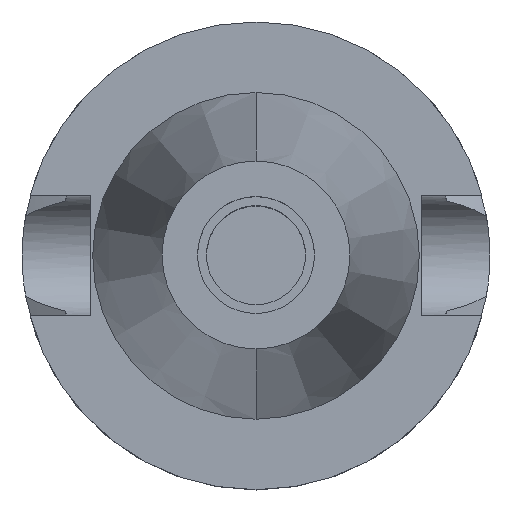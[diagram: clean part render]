
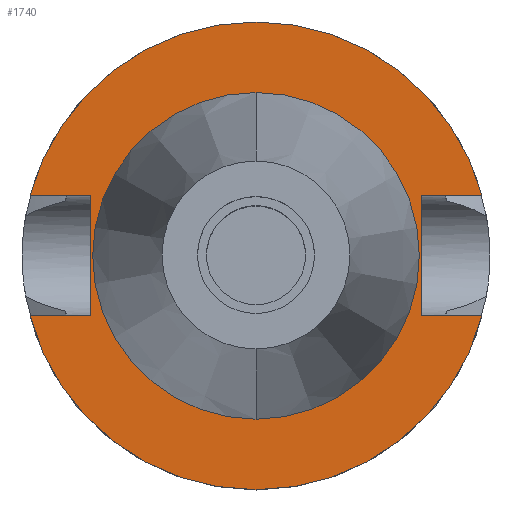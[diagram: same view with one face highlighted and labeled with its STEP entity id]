
A CAD part, top view. The second image highlights one B-rep face of the part: STEP entity #1740.
In plain terms, the highlighted planar face has unit normal (0, 0, 1).
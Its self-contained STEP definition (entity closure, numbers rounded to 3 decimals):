
#170=DIRECTION('',(0.,1.,0.));
#171=VECTOR('',#170,25.7);
#172=CARTESIAN_POINT('',(-35.4,-12.85,-1.5));
#173=LINE('',#172,#171);
#177=DIRECTION('',(-1.,0.,0.));
#178=VECTOR('',#177,12.921);
#179=CARTESIAN_POINT('',(-35.4,12.85,-1.5));
#180=LINE('',#179,#178);
#184=CARTESIAN_POINT('',(0.,0.,-1.5));
#185=DIRECTION('',(0.,0.,-1.));
#186=DIRECTION('',(-0.966,0.257,0.));
#187=AXIS2_PLACEMENT_3D('',#184,#185,#186);
#192=CARTESIAN_POINT('',(0.,0.,-1.5));
#193=DIRECTION('',(0.,0.,-1.));
#194=DIRECTION('',(0.,1.,0.));
#195=AXIS2_PLACEMENT_3D('',#192,#193,#194);
#200=DIRECTION('',(0.,-1.,0.));
#201=VECTOR('',#200,25.7);
#202=CARTESIAN_POINT('',(35.4,12.85,-1.5));
#203=LINE('',#202,#201);
#207=DIRECTION('',(1.,0.,0.));
#208=VECTOR('',#207,12.921);
#209=CARTESIAN_POINT('',(35.4,-12.85,-1.5));
#210=LINE('',#209,#208);
#214=CARTESIAN_POINT('',(0.,0.,-1.5));
#215=DIRECTION('',(0.,0.,-1.));
#216=DIRECTION('',(0.966,-0.257,0.));
#217=AXIS2_PLACEMENT_3D('',#214,#215,#216);
#222=CARTESIAN_POINT('',(0.,0.,-1.5));
#223=DIRECTION('',(0.,0.,-1.));
#224=DIRECTION('',(0.,-1.,0.));
#225=AXIS2_PLACEMENT_3D('',#222,#223,#224);
#230=CARTESIAN_POINT('',(0.,0.,-1.5));
#231=DIRECTION('',(0.,0.,1.));
#232=DIRECTION('',(0.,1.,0.));
#233=AXIS2_PLACEMENT_3D('',#230,#231,#232);
#238=CARTESIAN_POINT('',(0.,0.,-1.5));
#239=DIRECTION('',(0.,0.,1.));
#240=DIRECTION('',(0.,-1.,0.));
#241=AXIS2_PLACEMENT_3D('',#238,#239,#240);
#276=DIRECTION('',(-1.,0.,0.));
#277=VECTOR('',#276,12.921);
#278=CARTESIAN_POINT('',(-35.4,-12.85,-1.5));
#279=LINE('',#278,#277);
#1199=DIRECTION('',(1.,0.,0.));
#1200=VECTOR('',#1199,12.921);
#1201=CARTESIAN_POINT('',(35.4,12.85,-1.5));
#1202=LINE('',#1201,#1200);
#1382=CARTESIAN_POINT('',(0.,34.925,-1.5));
#1383=VERTEX_POINT('',#1382);
#1384=CARTESIAN_POINT('',(0.,-34.925,-1.5));
#1385=VERTEX_POINT('',#1384);
#1386=CARTESIAN_POINT('',(-35.4,-12.85,-1.5));
#1387=CARTESIAN_POINT('',(-35.4,12.85,-1.5));
#1388=VERTEX_POINT('',#1386);
#1389=VERTEX_POINT('',#1387);
#1390=CARTESIAN_POINT('',(-48.321,12.85,-1.5));
#1391=VERTEX_POINT('',#1390);
#1392=CARTESIAN_POINT('',(0.,50.,-1.5));
#1393=CARTESIAN_POINT('',(48.321,12.85,-1.5));
#1394=VERTEX_POINT('',#1392);
#1395=VERTEX_POINT('',#1393);
#1396=CARTESIAN_POINT('',(35.4,12.85,-1.5));
#1397=VERTEX_POINT('',#1396);
#1398=CARTESIAN_POINT('',(35.4,-12.85,-1.5));
#1399=VERTEX_POINT('',#1398);
#1400=CARTESIAN_POINT('',(48.321,-12.85,-1.5));
#1401=VERTEX_POINT('',#1400);
#1402=CARTESIAN_POINT('',(0.,-50.,-1.5));
#1403=CARTESIAN_POINT('',(-48.321,-12.85,-1.5));
#1404=VERTEX_POINT('',#1402);
#1405=VERTEX_POINT('',#1403);
#1709=CARTESIAN_POINT('',(0.,0.,-1.5));
#1710=DIRECTION('',(0.,0.,-1.));
#1711=DIRECTION('',(0.,-1.,0.));
#1712=AXIS2_PLACEMENT_3D('',#1709,#1710,#1711);
#1713=PLANE('',#1712);
#1715=ORIENTED_EDGE('',*,*,#1714,.T.);
#1717=ORIENTED_EDGE('',*,*,#1716,.T.);
#1719=ORIENTED_EDGE('',*,*,#1718,.T.);
#1721=ORIENTED_EDGE('',*,*,#1720,.T.);
#1723=ORIENTED_EDGE('',*,*,#1722,.F.);
#1725=ORIENTED_EDGE('',*,*,#1724,.T.);
#1727=ORIENTED_EDGE('',*,*,#1726,.T.);
#1729=ORIENTED_EDGE('',*,*,#1728,.T.);
#1731=ORIENTED_EDGE('',*,*,#1730,.T.);
#1733=ORIENTED_EDGE('',*,*,#1732,.F.);
#1734=EDGE_LOOP('',(#1715,#1717,#1719,#1721,#1723,#1725,#1727,#1729,#1731,
#1733));
#1735=FACE_OUTER_BOUND('',#1734,.F.);
#1736=ORIENTED_EDGE('',*,*,#1691,.T.);
#1737=ORIENTED_EDGE('',*,*,#1702,.T.);
#1738=EDGE_LOOP('',(#1736,#1737));
#1739=FACE_BOUND('',#1738,.F.);
#188=CIRCLE('',#187,50.);
#196=CIRCLE('',#195,50.);
#218=CIRCLE('',#217,50.);
#226=CIRCLE('',#225,50.);
#234=CIRCLE('',#233,34.925);
#242=CIRCLE('',#241,34.925);
#1691=EDGE_CURVE('',#1383,#1385,#234,.T.);
#1702=EDGE_CURVE('',#1385,#1383,#242,.T.);
#1714=EDGE_CURVE('',#1388,#1389,#173,.T.);
#1716=EDGE_CURVE('',#1389,#1391,#180,.T.);
#1718=EDGE_CURVE('',#1391,#1394,#188,.T.);
#1720=EDGE_CURVE('',#1394,#1395,#196,.T.);
#1722=EDGE_CURVE('',#1397,#1395,#1202,.T.);
#1724=EDGE_CURVE('',#1397,#1399,#203,.T.);
#1726=EDGE_CURVE('',#1399,#1401,#210,.T.);
#1728=EDGE_CURVE('',#1401,#1404,#218,.T.);
#1730=EDGE_CURVE('',#1404,#1405,#226,.T.);
#1732=EDGE_CURVE('',#1388,#1405,#279,.T.);
#1740=ADVANCED_FACE('',(#1735,#1739),#1713,.F.);
